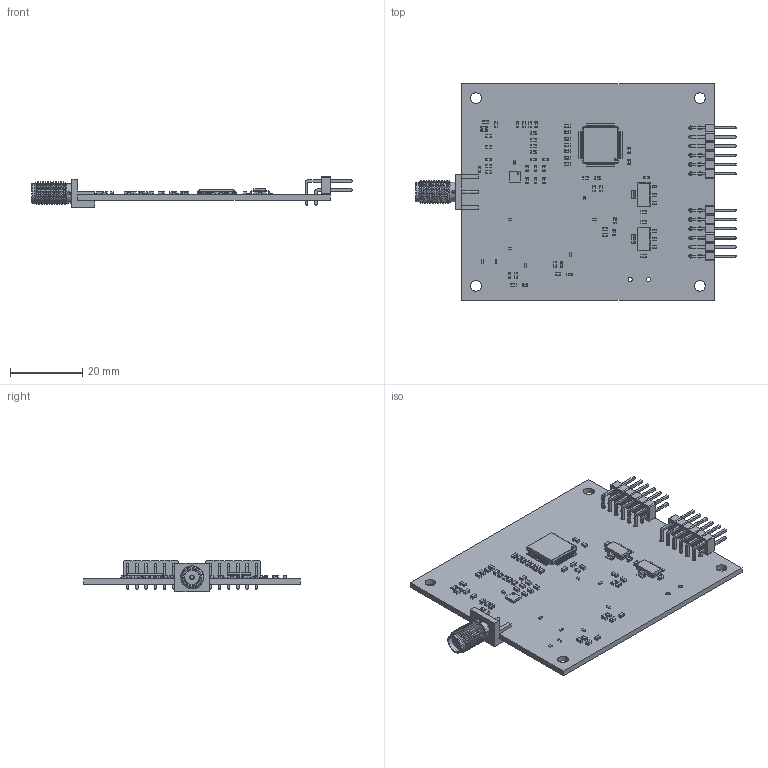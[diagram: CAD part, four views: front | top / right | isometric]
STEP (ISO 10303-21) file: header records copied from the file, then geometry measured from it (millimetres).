
FILE_DESCRIPTION(('FreeCAD Model'),'2;1');
FILE_NAME('Open CASCADE Shape Model','2025-02-08T19:54:47',('Author'),( ''),'Open CASCADE STEP processor 7.8','FreeCAD','Unknown');
FILE_SCHEMA(('AUTOMOTIVE_DESIGN { 1 0 10303 214 1 1 1 1 }'));
Length unit declared in the file: millimetre
Products named in the file (16): SixPort120_BDv2_12GHz; Local_CS_4f05; Board_Geoms_4f05; Pcb_4f05; Step_Models_4f05; Top_4f05; C2_1_C_0603_1608Metric_000061b49daf; C2_4_C_0402_1005Metric_000061b49de2; R2_1_R_0603_1608Metric_000061b4a0a3; R0_3_R_0402_1005Metric_000063accc0d; U7_1_QFN-12-1EP_3x3mm_Pitch0.5mm_000063cefc6c; U8_1_SOT_223_000063cefc82; D1_1_D_0805_000063d51534; U6_1_LQFP_64_10x10mm_P05mm_000063d66cac; J4_PinHeader_2x06_P254mm_Horizontal_000063d8358e; J1_SMA_Amphenol_132289_EdgeMount_000063d959b3
Assembly tree (75 placements, depth 4):
  SixPort120_BDv2_12GHz
    Local_CS_4f05
    Board_Geoms_4f05
      Pcb_4f05
    Step_Models_4f05
      Top_4f05
        C2_1_C_0603_1608Metric_000061b49daf  x45
        C2_4_C_0402_1005Metric_000061b49de2  x5
        R2_1_R_0603_1608Metric_000061b4a0a3  x8
        R0_3_R_0402_1005Metric_000063accc0d  x4
        U7_1_QFN-12-1EP_3x3mm_Pitch0.5mm_000063cefc6c
        U8_1_SOT_223_000063cefc82  x2
        D1_1_D_0805_000063d51534
        U6_1_LQFP_64_10x10mm_P05mm_000063d66cac
        J4_PinHeader_2x06_P254mm_Horizontal_000063d8358e  x2
        J1_SMA_Amphenol_132289_EdgeMount_000063d959b3
Bounding box: 88.67 x 60 x 8.66 mm (x, y, z)
Volume: 7853.7 mm3; surface area: 11821.5 mm2
Topology: 71 solids, 71 shells, 3728 faces, 9645 edges, 6217 vertices
Faces by surface type: plane 2460, cylinder 1089, bspline 167, cone 8, sphere 4
Full cylindrical faces by diameter (mm): 0.5 x2, 0.76 x1, 0.97 x1, 1 x24, 1.2 x2, 1.27 x1, 3 x4, 4 x1, 4.2 x1, 4.597 x1, 5.385 x2, 6.35 x10
Entity records: 74863 total; most frequent: CARTESIAN_POINT 15575, ORIENTED_EDGE 9206, DIRECTION 8578, EDGE_CURVE 4603, LINE 3622, VECTOR 3622, VERTEX_POINT 2913, AXIS2_PLACEMENT_3D 2478
